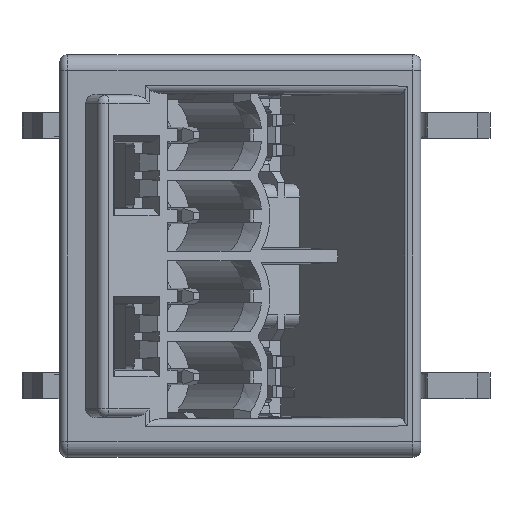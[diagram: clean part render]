
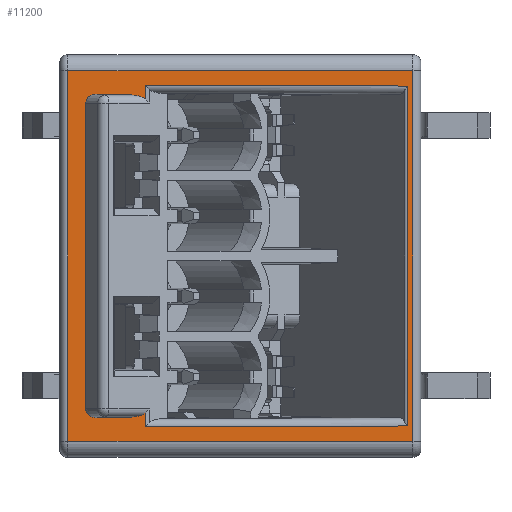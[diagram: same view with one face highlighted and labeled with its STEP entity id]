
A CAD part, left-side view. The second image highlights one B-rep face of the part: STEP entity #11200.
In plain terms, the highlighted planar face has unit normal (-1, 0, 0).
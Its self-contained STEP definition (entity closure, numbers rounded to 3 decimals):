
#9580=CARTESIAN_POINT('',(-49.381,-75.443,
-1.22));
#9590=VERTEX_POINT('',#9580);
#9620=CARTESIAN_POINT('',(-49.381,-75.455,
-1.775));
#9630=DIRECTION('',(1.,0.,0.));
#9640=DIRECTION('',(0.,1.,0.));
#9650=AXIS2_PLACEMENT_3D('',#9620,#9630,#9640);
#9660=ELLIPSE('',#9650,0.641,0.555);
#9670=CARTESIAN_POINT('',(-49.381,-76.097,
-1.775));
#9680=VERTEX_POINT('',#9670);
#9690=EDGE_CURVE('',#9590,#9680,#9660,.T.);
#9890=CARTESIAN_POINT('',(-49.381,-55.301,
-1.275));
#9900=DIRECTION('',(1.,0.,0.));
#9910=DIRECTION('',(0.,1.,0.));
#9920=AXIS2_PLACEMENT_3D('',#9890,#9900,#9910);
#9930=PLANE('',#9920);
#9940=CARTESIAN_POINT('',(-49.381,-56.149,
-21.796));
#9950=DIRECTION('',(0.,-1.,
-0.003));
#9960=VECTOR('',#9950,1.);
#9970=LINE('',#9940,#9960);
#9980=CARTESIAN_POINT('',(-49.381,-56.151,
-21.796));
#9990=VERTEX_POINT('',#9980);
#10000=CARTESIAN_POINT('',(-49.381,-72.41,
-21.852));
#10010=VERTEX_POINT('',#10000);
#10020=EDGE_CURVE('',#9990,#10010,#9970,.T.);
#10030=ORIENTED_EDGE('',*,*,#10020,.F.);
#10040=CARTESIAN_POINT('',(-49.381,-72.41,
-20.742));
#10050=DIRECTION('',(0.,0.,-1.));
#10060=VECTOR('',#10050,1.);
#10070=LINE('',#10040,#10060);
#10080=CARTESIAN_POINT('',(-49.381,-72.41,
-20.992));
#10090=VERTEX_POINT('',#10080);
#10100=EDGE_CURVE('',#10090,#10010,#10070,.T.);
#10110=ORIENTED_EDGE('',*,*,#10100,.T.);
#10120=CARTESIAN_POINT('',(-49.381,-73.276,
-20.742));
#10130=DIRECTION('',(1.,0.,0.));
#10140=DIRECTION('',(0.,1.,0.));
#10150=AXIS2_PLACEMENT_3D('',#10120,#10130,#10140);
#10160=ELLIPSE('',#10150,1.,0.5);
#10170=CARTESIAN_POINT('',(-49.381,-73.241,
-21.242));
#10180=VERTEX_POINT('',#10170);
#10190=EDGE_CURVE('',#10180,#10090,#10160,.T.);
#10200=ORIENTED_EDGE('',*,*,#10190,.T.);
#10210=CARTESIAN_POINT('',(-49.381,-63.776,
-21.077));
#10220=DIRECTION('',(0.,-1.,
-0.017));
#10230=VECTOR('',#10220,1.);
#10240=LINE('',#10210,#10230);
#10250=CARTESIAN_POINT('',(-49.381,-75.443,
-21.28));
#10260=VERTEX_POINT('',#10250);
#10270=EDGE_CURVE('',#10180,#10260,#10240,.T.);
#10280=ORIENTED_EDGE('',*,*,#10270,.F.);
#10290=CARTESIAN_POINT('',(-49.381,-75.455,
-20.725));
#10300=DIRECTION('',(1.,0.,0.));
#10310=DIRECTION('',(0.,1.,0.));
#10320=AXIS2_PLACEMENT_3D('',#10290,#10300,#10310);
#10330=ELLIPSE('',#10320,0.641,0.555);
#10340=CARTESIAN_POINT('',(-49.381,-76.097,
-20.725));
#10350=VERTEX_POINT('',#10340);
#10360=EDGE_CURVE('',#10350,#10260,#10330,.T.);
#10370=ORIENTED_EDGE('',*,*,#10360,.T.);
#10380=CARTESIAN_POINT('',(-49.381,-76.097,
-5.35));
#10390=DIRECTION('',(0.,0.,1.));
#10400=VECTOR('',#10390,1.);
#10410=LINE('',#10380,#10400);
#10420=EDGE_CURVE('',#10350,#9680,#10410,.T.);
#10430=ORIENTED_EDGE('',*,*,#10420,.F.);
#10440=ORIENTED_EDGE('',*,*,#9690,.T.);
#10450=CARTESIAN_POINT('',(-49.381,-63.776,
-1.423));
#10460=DIRECTION('',(0.,-1.,
0.017));
#10470=VECTOR('',#10460,1.);
#10480=LINE('',#10450,#10470);
#10490=CARTESIAN_POINT('',(-49.381,-73.241,
-1.258));
#10500=VERTEX_POINT('',#10490);
#10510=EDGE_CURVE('',#10500,#9590,#10480,.T.);
#10520=ORIENTED_EDGE('',*,*,#10510,.T.);
#10530=CARTESIAN_POINT('',(-49.381,-73.276,
-1.758));
#10540=DIRECTION('',(1.,0.,0.));
#10550=DIRECTION('',(0.,1.,0.));
#10560=AXIS2_PLACEMENT_3D('',#10530,#10540,#10550);
#10570=ELLIPSE('',#10560,1.,0.5);
#10580=CARTESIAN_POINT('',(-49.381,-72.41,
-1.508));
#10590=VERTEX_POINT('',#10580);
#10600=EDGE_CURVE('',#10590,#10500,#10570,.T.);
#10610=ORIENTED_EDGE('',*,*,#10600,.T.);
#10620=CARTESIAN_POINT('',(-49.381,-72.41,
-0.647));
#10630=DIRECTION('',(0.,0.,-1.));
#10640=VECTOR('',#10630,1.);
#10650=LINE('',#10620,#10640);
#10660=CARTESIAN_POINT('',(-49.381,-72.41,
-0.648));
#10670=VERTEX_POINT('',#10660);
#10680=EDGE_CURVE('',#10670,#10590,#10650,.T.);
#10690=ORIENTED_EDGE('',*,*,#10680,.T.);
#10700=CARTESIAN_POINT('',(-49.381,-72.41,
-0.648));
#10710=DIRECTION('',(0.,1.,
-0.003));
#10720=VECTOR('',#10710,1.);
#10730=LINE('',#10700,#10720);
#10740=CARTESIAN_POINT('',(-49.381,-56.151,
-0.704));
#10750=VERTEX_POINT('',#10740);
#10760=EDGE_CURVE('',#10670,#10750,#10730,.T.);
#10770=ORIENTED_EDGE('',*,*,#10760,.F.);
#10780=CARTESIAN_POINT('',(-49.381,-56.151,
-0.702));
#10790=DIRECTION('',(0.,0.,-1.));
#10800=VECTOR('',#10790,1.);
#10810=LINE('',#10780,#10800);
#10820=EDGE_CURVE('',#10750,#9990,#10810,.T.);
#10830=ORIENTED_EDGE('',*,*,#10820,.F.);
#10840=EDGE_LOOP('',(#10830,#10770,#10690,#10610,#10520,#10440,#10430,
#10370,#10280,#10200,#10110,#10030));
#10850=FACE_BOUND('',#10840,.T.);
#10860=CARTESIAN_POINT('',(-49.381,-55.801,
0.25));
#10870=DIRECTION('',(0.,-1.,0.));
#10880=VECTOR('',#10870,1.);
#10890=LINE('',#10860,#10880);
#10900=CARTESIAN_POINT('',(-49.381,-55.801,
0.25));
#10910=VERTEX_POINT('',#10900);
#10920=CARTESIAN_POINT('',(-49.381,-77.201,
0.25));
#10930=VERTEX_POINT('',#10920);
#10940=EDGE_CURVE('',#10910,#10930,#10890,.T.);
#10950=ORIENTED_EDGE('',*,*,#10940,.F.);
#10960=CARTESIAN_POINT('',(-49.381,-77.201,
0.25));
#10970=DIRECTION('',(0.,0.,-1.));
#10980=VECTOR('',#10970,1.);
#10990=LINE('',#10960,#10980);
#11000=CARTESIAN_POINT('',(-49.381,-77.201,
-22.75));
#11010=VERTEX_POINT('',#11000);
#11020=EDGE_CURVE('',#10930,#11010,#10990,.T.);
#11030=ORIENTED_EDGE('',*,*,#11020,.F.);
#11040=CARTESIAN_POINT('',(-49.381,-77.201,
-22.75));
#11050=DIRECTION('',(0.,1.,0.));
#11060=VECTOR('',#11050,1.);
#11070=LINE('',#11040,#11060);
#11080=CARTESIAN_POINT('',(-49.381,-55.801,
-22.75));
#11090=VERTEX_POINT('',#11080);
#11100=EDGE_CURVE('',#11010,#11090,#11070,.T.);
#11110=ORIENTED_EDGE('',*,*,#11100,.F.);
#11120=CARTESIAN_POINT('',(-49.381,-55.801,
-22.75));
#11130=DIRECTION('',(0.,0.,1.));
#11140=VECTOR('',#11130,1.);
#11150=LINE('',#11120,#11140);
#11160=EDGE_CURVE('',#11090,#10910,#11150,.T.);
#11170=ORIENTED_EDGE('',*,*,#11160,.F.);
#11180=EDGE_LOOP('',(#11170,#11110,#11030,#10950));
#11190=FACE_OUTER_BOUND('',#11180,.T.);
#11200=ADVANCED_FACE('',(#10850,#11190),#9930,.F.);
